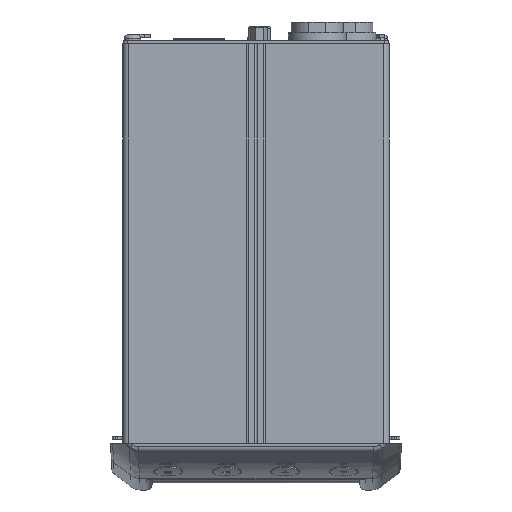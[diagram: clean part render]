
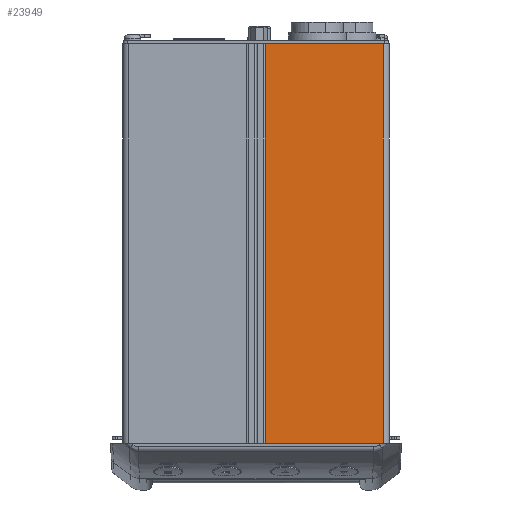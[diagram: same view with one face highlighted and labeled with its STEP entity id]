
A CAD part, front view. The second image highlights one B-rep face of the part: STEP entity #23949.
In plain terms, the highlighted planar face has unit normal (0, -1, 0).
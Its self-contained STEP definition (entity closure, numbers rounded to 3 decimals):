
#2009 = CARTESIAN_POINT ( 'NONE',  ( 43.5, -46., 152.5 ) ) ;
#2411 = DIRECTION ( 'NONE',  ( 0., 0., 1. ) ) ;
#5168 = VECTOR ( 'NONE', #45032, 1000. ) ;
#8872 = ORIENTED_EDGE ( 'NONE', *, *, #46258, .T. ) ;
#8909 = DIRECTION ( 'NONE',  ( 1., 0., 0. ) ) ;
#11978 = PLANE ( 'NONE',  #55180 ) ;
#12914 = CARTESIAN_POINT ( 'NONE',  ( 3.4, -46., 152.5 ) ) ;
#13029 = VERTEX_POINT ( 'NONE', #12914 ) ;
#16584 = CARTESIAN_POINT ( 'NONE',  ( -45.5, -46., 152.5 ) ) ;
#18552 = EDGE_LOOP ( 'NONE', ( #29679, #8872, #59177, #60886 ) ) ;
#19017 = CARTESIAN_POINT ( 'NONE',  ( 43.5, -46., 152.5 ) ) ;
#23949 = ADVANCED_FACE ( 'NONE', ( #28082 ), #11978, .F. ) ;
#24915 = CARTESIAN_POINT ( 'NONE',  ( 3.4, -46., 16. ) ) ;
#25057 = CARTESIAN_POINT ( 'NONE',  ( -45.5, -46., 16. ) ) ;
#27832 = EDGE_CURVE ( 'NONE', #72421, #61713, #61675, .T. ) ;
#28082 = FACE_OUTER_BOUND ( 'NONE', #18552, .T. ) ;
#29679 = ORIENTED_EDGE ( 'NONE', *, *, #27832, .T. ) ;
#33791 = LINE ( 'NONE', #67783, #5168 ) ;
#36453 = DIRECTION ( 'NONE',  ( 0., 0., -1. ) ) ;
#40031 = DIRECTION ( 'NONE',  ( 0., 0., 1. ) ) ;
#45032 = DIRECTION ( 'NONE',  ( 1., 0., 0. ) ) ;
#46206 = CARTESIAN_POINT ( 'NONE',  ( 43.5, -46., 16. ) ) ;
#46258 = EDGE_CURVE ( 'NONE', #61713, #61053, #71795, .T. ) ;
#47005 = DIRECTION ( 'NONE',  ( 0., 1., 0. ) ) ;
#48093 = LINE ( 'NONE', #24915, #70888 ) ;
#53961 = EDGE_CURVE ( 'NONE', #13029, #61053, #33791, .T. ) ;
#55180 = AXIS2_PLACEMENT_3D ( 'NONE', #16584, #47005, #40031 ) ;
#55975 = CARTESIAN_POINT ( 'NONE',  ( 3.4, -46., 16. ) ) ;
#58646 = EDGE_CURVE ( 'NONE', #13029, #72421, #48093, .T. ) ;
#59177 = ORIENTED_EDGE ( 'NONE', *, *, #53961, .F. ) ;
#60886 = ORIENTED_EDGE ( 'NONE', *, *, #58646, .T. ) ;
#61053 = VERTEX_POINT ( 'NONE', #2009 ) ;
#61675 = LINE ( 'NONE', #25057, #68250 ) ;
#61713 = VERTEX_POINT ( 'NONE', #46206 ) ;
#64924 = VECTOR ( 'NONE', #2411, 1000. ) ;
#67783 = CARTESIAN_POINT ( 'NONE',  ( -45.5, -46., 152.5 ) ) ;
#68250 = VECTOR ( 'NONE', #8909, 1000. ) ;
#70888 = VECTOR ( 'NONE', #36453, 1000. ) ;
#71795 = LINE ( 'NONE', #19017, #64924 ) ;
#72421 = VERTEX_POINT ( 'NONE', #55975 ) ;
